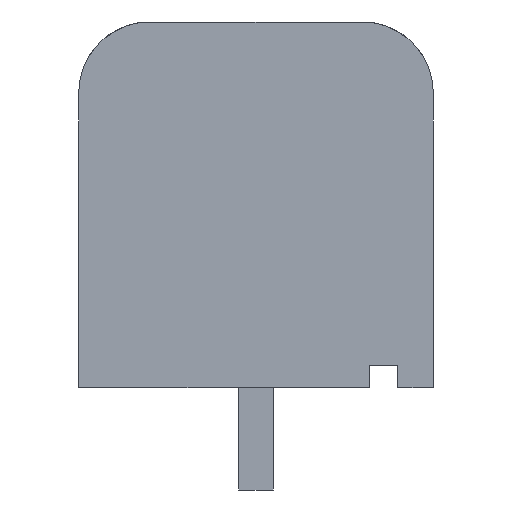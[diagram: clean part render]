
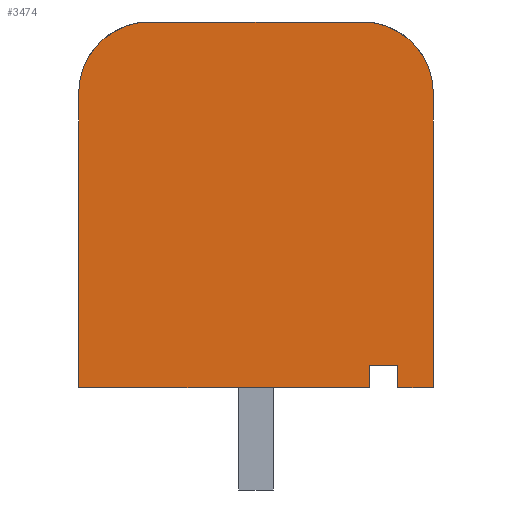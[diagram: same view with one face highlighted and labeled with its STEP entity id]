
A CAD part, left-side view. The second image highlights one B-rep face of the part: STEP entity #3474.
In plain terms, the highlighted planar face has unit normal (-1, 0, 0).
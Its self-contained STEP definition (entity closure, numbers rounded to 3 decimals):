
#13=CARTESIAN_POINT('',(-10.3,4.763,-3.175));
#14=DIRECTION('',(1.,0.,0.));
#15=DIRECTION('',(0.,1.,0.));
#16=AXIS2_PLACEMENT_3D('',#13,#14,#15);
#18=DIRECTION('',(0.,-1.,0.));
#19=VECTOR('',#18,9.525);
#20=CARTESIAN_POINT('',(-10.3,4.763,0.));
#21=LINE('',#20,#19);
#22=CARTESIAN_POINT('',(-10.3,-4.763,-3.175));
#23=DIRECTION('',(1.,0.,0.));
#24=DIRECTION('',(0.,0.,1.));
#25=AXIS2_PLACEMENT_3D('',#22,#23,#24);
#27=DIRECTION('',(0.,0.,-1.));
#28=VECTOR('',#27,13.208);
#29=CARTESIAN_POINT('',(-10.3,-7.938,-3.175));
#30=LINE('',#29,#28);
#31=DIRECTION('',(0.,1.,0.));
#32=VECTOR('',#31,1.588);
#33=CARTESIAN_POINT('',(-10.3,-7.938,-16.383));
#34=LINE('',#33,#32);
#35=DIRECTION('',(0.,0.,1.));
#36=VECTOR('',#35,1.016);
#37=CARTESIAN_POINT('',(-10.3,-6.35,-16.383));
#38=LINE('',#37,#36);
#39=DIRECTION('',(0.,1.,0.));
#40=VECTOR('',#39,1.27);
#41=CARTESIAN_POINT('',(-10.3,-6.35,-15.367));
#42=LINE('',#41,#40);
#43=DIRECTION('',(0.,0.,-1.));
#44=VECTOR('',#43,1.016);
#45=CARTESIAN_POINT('',(-10.3,-5.08,-15.367));
#46=LINE('',#45,#44);
#47=DIRECTION('',(0.,1.,0.));
#48=VECTOR('',#47,13.018);
#49=CARTESIAN_POINT('',(-10.3,-5.08,-16.383));
#50=LINE('',#49,#48);
#51=DIRECTION('',(0.,0.,1.));
#52=VECTOR('',#51,13.208);
#53=CARTESIAN_POINT('',(-10.3,7.938,-16.383));
#54=LINE('',#53,#52);
#2685=CARTESIAN_POINT('',(-10.3,7.938,-3.175));
#2686=CARTESIAN_POINT('',(-10.3,4.763,0.));
#2687=VERTEX_POINT('',#2685);
#2688=VERTEX_POINT('',#2686);
#2689=CARTESIAN_POINT('',(-10.3,-4.763,0.));
#2690=VERTEX_POINT('',#2689);
#2691=CARTESIAN_POINT('',(-10.3,-7.938,-3.175));
#2692=VERTEX_POINT('',#2691);
#2693=CARTESIAN_POINT('',(-10.3,-7.938,-16.383));
#2694=VERTEX_POINT('',#2693);
#2695=CARTESIAN_POINT('',(-10.3,-5.08,-16.383));
#2696=CARTESIAN_POINT('',(-10.3,7.938,-16.383));
#2697=VERTEX_POINT('',#2695);
#2698=VERTEX_POINT('',#2696);
#3113=CARTESIAN_POINT('',(-10.3,-6.35,-16.383));
#3114=VERTEX_POINT('',#3113);
#3115=CARTESIAN_POINT('',(-10.3,-6.35,-15.367));
#3116=VERTEX_POINT('',#3115);
#3117=CARTESIAN_POINT('',(-10.3,-5.08,-15.367));
#3118=VERTEX_POINT('',#3117);
#3447=CARTESIAN_POINT('',(-10.3,0.,0.));
#3448=DIRECTION('',(1.,0.,0.));
#3449=DIRECTION('',(0.,0.,-1.));
#3450=AXIS2_PLACEMENT_3D('',#3447,#3448,#3449);
#3451=PLANE('',#3450);
#3453=ORIENTED_EDGE('',*,*,#3452,.T.);
#3455=ORIENTED_EDGE('',*,*,#3454,.T.);
#3457=ORIENTED_EDGE('',*,*,#3456,.T.);
#3459=ORIENTED_EDGE('',*,*,#3458,.T.);
#3461=ORIENTED_EDGE('',*,*,#3460,.T.);
#3463=ORIENTED_EDGE('',*,*,#3462,.T.);
#3465=ORIENTED_EDGE('',*,*,#3464,.T.);
#3467=ORIENTED_EDGE('',*,*,#3466,.T.);
#3469=ORIENTED_EDGE('',*,*,#3468,.T.);
#3471=ORIENTED_EDGE('',*,*,#3470,.T.);
#3472=EDGE_LOOP('',(#3453,#3455,#3457,#3459,#3461,#3463,#3465,#3467,#3469,
#3471));
#3473=FACE_OUTER_BOUND('',#3472,.F.);
#17=CIRCLE('',#16,3.175);
#26=CIRCLE('',#25,3.175);
#3452=EDGE_CURVE('',#2687,#2688,#17,.T.);
#3454=EDGE_CURVE('',#2688,#2690,#21,.T.);
#3456=EDGE_CURVE('',#2690,#2692,#26,.T.);
#3458=EDGE_CURVE('',#2692,#2694,#30,.T.);
#3460=EDGE_CURVE('',#2694,#3114,#34,.T.);
#3462=EDGE_CURVE('',#3114,#3116,#38,.T.);
#3464=EDGE_CURVE('',#3116,#3118,#42,.T.);
#3466=EDGE_CURVE('',#3118,#2697,#46,.T.);
#3468=EDGE_CURVE('',#2697,#2698,#50,.T.);
#3470=EDGE_CURVE('',#2698,#2687,#54,.T.);
#3474=ADVANCED_FACE('',(#3473),#3451,.F.);
